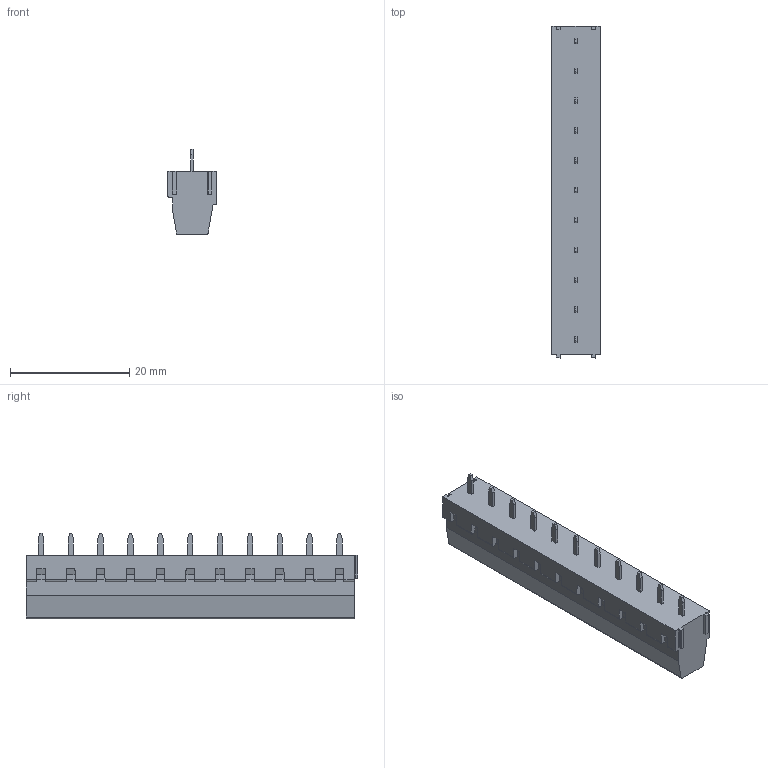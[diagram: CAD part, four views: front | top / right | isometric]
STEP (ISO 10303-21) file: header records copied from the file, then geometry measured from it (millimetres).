
FILE_DESCRIPTION( ( 'STEP AP214' ), '1' );
FILE_NAME( 'MV1511-5-V.stp', ' ', ( ' ' ), ( ' ' ), 'PSStep 14.0', 'VISI 19.0', ' ' );
FILE_SCHEMA( ( 'AUTOMOTIVE_DESIGN { 1 0 10303 214 1 1 1 1 }' ) );
Length unit declared in the file: millimetre
Products named in the file (1): 1
Bounding box: 8.1 x 55.6 x 14.31 mm (x, y, z)
Volume: 3432.8 mm3; surface area: 3185.6 mm2
Topology: 1 solids, 1 shells, 454 faces, 1261 edges, 842 vertices
Faces by surface type: plane 412, cylinder 42
Full cylindrical faces by diameter (mm): 3.8 x11
Entity records: 17851 total; most frequent: CARTESIAN_POINT 2613, ORIENTED_EDGE 2478, DIRECTION 2222, EDGE_CURVE 1239, LINE 1122, VECTOR 1122, VERTEX_POINT 831, AXIS2_PLACEMENT_3D 550
